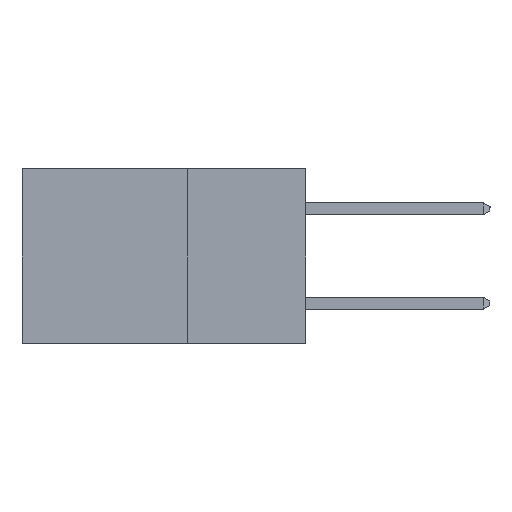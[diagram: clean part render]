
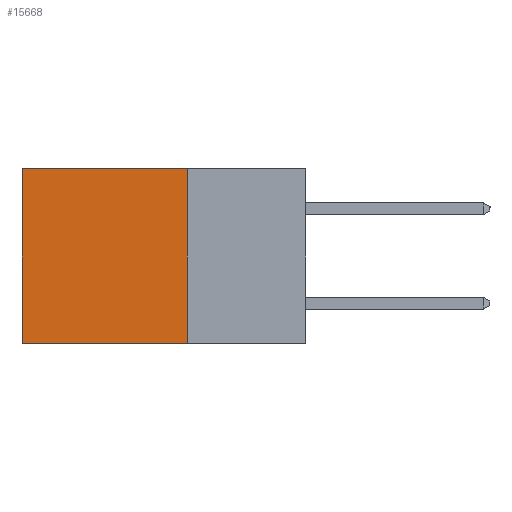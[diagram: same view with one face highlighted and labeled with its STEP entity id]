
A CAD part, left-side view. The second image highlights one B-rep face of the part: STEP entity #15668.
In plain terms, the highlighted planar face has unit normal (-1, 0, 0).
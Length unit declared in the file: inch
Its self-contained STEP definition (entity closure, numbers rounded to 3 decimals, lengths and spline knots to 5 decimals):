
#218 = CARTESIAN_POINT ( 'NONE',  ( 0.2615, 0.25, 0. ) ) ;
#442 = CARTESIAN_POINT ( 'NONE',  ( 0.2615, 0.25, -0.37 ) ) ;
#1200 = DIRECTION ( 'NONE',  ( 1., 0., 0. ) ) ;
#1270 = VERTEX_POINT ( 'NONE', #15091 ) ;
#1752 = EDGE_LOOP ( 'NONE', ( #21739, #18492, #10598, #9109 ) ) ;
#3029 = CARTESIAN_POINT ( 'NONE',  ( 0.2615, 0.25, -0.37 ) ) ;
#3456 = DIRECTION ( 'NONE',  ( 0., 1., 0. ) ) ;
#4604 = CARTESIAN_POINT ( 'NONE',  ( 0.2615, 0.25, -0.37 ) ) ;
#4643 = EDGE_CURVE ( 'NONE', #16474, #8704, #14774, .T. ) ;
#4822 = VECTOR ( 'NONE', #21768, 39.37008 ) ;
#6345 = DIRECTION ( 'NONE',  ( 0., 0., -1. ) ) ;
#7690 = VECTOR ( 'NONE', #3456, 39.37008 ) ;
#8704 = VERTEX_POINT ( 'NONE', #19035 ) ;
#9109 = ORIENTED_EDGE ( 'NONE', *, *, #14866, .T. ) ;
#10598 = ORIENTED_EDGE ( 'NONE', *, *, #4643, .F. ) ;
#10687 = CARTESIAN_POINT ( 'NONE',  ( 0.2615, 0.6, -0.37 ) ) ;
#10877 = EDGE_CURVE ( 'NONE', #20896, #1270, #12405, .T. ) ;
#10992 = CARTESIAN_POINT ( 'NONE',  ( 0.2615, 0.25, 0. ) ) ;
#11517 = VECTOR ( 'NONE', #19486, 39.37008 ) ;
#12405 = LINE ( 'NONE', #10687, #11517 ) ;
#12449 = LINE ( 'NONE', #442, #18869 ) ;
#14774 = LINE ( 'NONE', #4604, #4822 ) ;
#14816 = FACE_OUTER_BOUND ( 'NONE', #1752, .T. ) ;
#14866 = EDGE_CURVE ( 'NONE', #16474, #20896, #15532, .T. ) ;
#15091 = CARTESIAN_POINT ( 'NONE',  ( 0.2615, 0.6, -0.37 ) ) ;
#15302 = CARTESIAN_POINT ( 'NONE',  ( 0.2615, 0.6, 0. ) ) ;
#15532 = LINE ( 'NONE', #218, #7690 ) ;
#15668 = ADVANCED_FACE ( 'NONE', ( #14816 ), #21913, .F. ) ;
#16474 = VERTEX_POINT ( 'NONE', #10992 ) ;
#17925 = DIRECTION ( 'NONE',  ( 0., 1., 0. ) ) ;
#18257 = EDGE_CURVE ( 'NONE', #8704, #1270, #12449, .T. ) ;
#18492 = ORIENTED_EDGE ( 'NONE', *, *, #18257, .F. ) ;
#18869 = VECTOR ( 'NONE', #17925, 39.37008 ) ;
#19035 = CARTESIAN_POINT ( 'NONE',  ( 0.2615, 0.25, -0.37 ) ) ;
#19486 = DIRECTION ( 'NONE',  ( 0., 0., -1. ) ) ;
#19686 = AXIS2_PLACEMENT_3D ( 'NONE', #3029, #1200, #6345 ) ;
#20896 = VERTEX_POINT ( 'NONE', #15302 ) ;
#21739 = ORIENTED_EDGE ( 'NONE', *, *, #10877, .T. ) ;
#21768 = DIRECTION ( 'NONE',  ( 0., 0., -1. ) ) ;
#21913 = PLANE ( 'NONE',  #19686 ) ;
